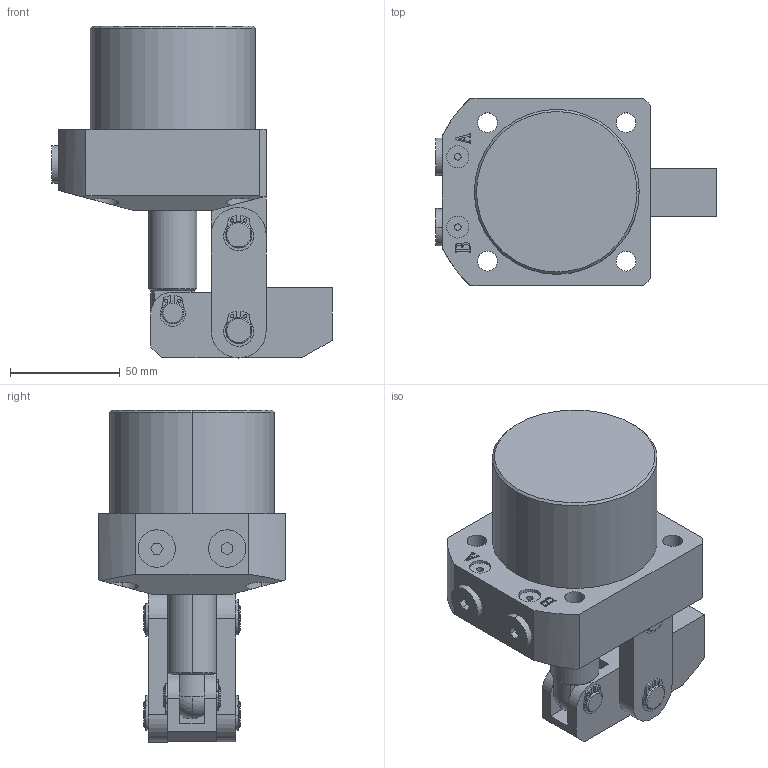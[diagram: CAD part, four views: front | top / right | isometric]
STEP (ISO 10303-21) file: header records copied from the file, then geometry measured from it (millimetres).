
FILE_DESCRIPTION (( 'STEP AP203' ), '1' );
FILE_NAME ('HLKA-63G.STEP', '2020-04-30T06:02:36', ( '微软用户' ), ( '微软中国' ), 'SwSTEP 2.0', 'SolidWorks 2012', '' );
FILE_SCHEMA (( 'CONFIG_CONTROL_DESIGN' ));
Length unit declared in the file: millimetre
Products named in the file (10): HLKA-63G; 囀鞠褒; circlips for shaft--type a large gb_GB_CONNECTING_PIECE_RING_RRA 12; circlips for shaft--type a large gb_GB_CONNECTING_PIECE_RING_RRA 10; HLKA-63酗种; HLKA-63揤旋; HLKA-63蟀裝; HLKA-63活塞杆; HLKA-63傻种; HLKA-63G掛极
Assembly tree (16 placements, depth 2):
  HLKA-63G
    HLKA-63G掛极
    HLKA-63傻种
    HLKA-63活塞杆
    HLKA-63蟀裝  x2
    HLKA-63揤旋
    HLKA-63酗种  x2
    circlips for shaft--type a large gb_GB_CONNECTING_PIECE_RING_RRA 10  x2
    circlips for shaft--type a large gb_GB_CONNECTING_PIECE_RING_RRA 12  x4
    囀鞠褒  x2
Bounding box: 127.5 x 85 x 151 mm (x, y, z)
Volume: 455650.1 mm3; surface area: 104892.3 mm2
Topology: 16 solids, 16 shells, 420 faces, 1036 edges, 681 vertices
Faces by surface type: cylinder 205, plane 171, cone 20, bspline 16, torus 6, sphere 2
Entity records: 10561 total; most frequent: CARTESIAN_POINT 2378, DIRECTION 1491, ORIENTED_EDGE 1402, EDGE_CURVE 701, AXIS2_PLACEMENT_3D 556, VERTEX_POINT 459, VECTOR 379, LINE 379
